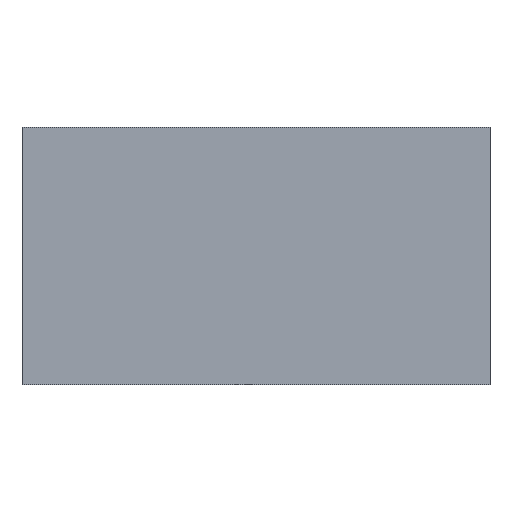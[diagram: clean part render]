
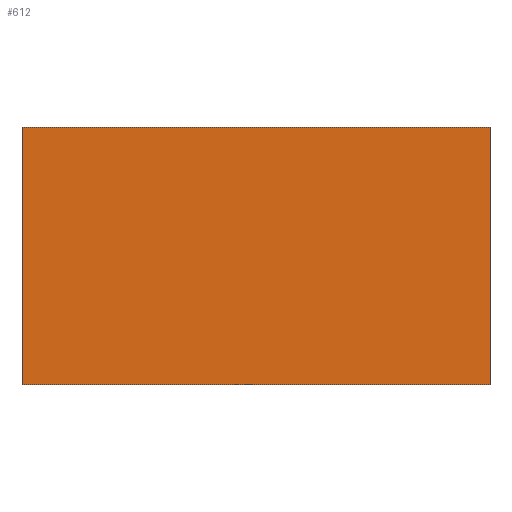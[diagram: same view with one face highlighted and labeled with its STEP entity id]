
A CAD part, front view. The second image highlights one B-rep face of the part: STEP entity #612.
In plain terms, the highlighted planar face has unit normal (0, -1, 0).
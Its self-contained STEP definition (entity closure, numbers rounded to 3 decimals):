
#1 = LINE ( 'NONE', #221, #711 ) ;
#44 = ORIENTED_EDGE ( 'NONE', *, *, #704, .T. ) ;
#79 = LINE ( 'NONE', #864, #740 ) ;
#86 = CARTESIAN_POINT ( 'NONE',  ( 0., 0., 69.85 ) ) ;
#125 = CARTESIAN_POINT ( 'NONE',  ( 254., 0., 69.85 ) ) ;
#156 = DIRECTION ( 'NONE',  ( 1., 0., 0. ) ) ;
#162 = CARTESIAN_POINT ( 'NONE',  ( 0., 0., 69.85 ) ) ;
#205 = LINE ( 'NONE', #572, #443 ) ;
#213 = CARTESIAN_POINT ( 'NONE',  ( 254., 0., -69.85 ) ) ;
#214 = DIRECTION ( 'NONE',  ( 1., 0., 0. ) ) ;
#221 = CARTESIAN_POINT ( 'NONE',  ( 254., 0., 69.85 ) ) ;
#226 = VERTEX_POINT ( 'NONE', #125 ) ;
#230 = DIRECTION ( 'NONE',  ( 0., 0., 1. ) ) ;
#235 = VERTEX_POINT ( 'NONE', #672 ) ;
#266 = LINE ( 'NONE', #542, #430 ) ;
#275 = EDGE_CURVE ( 'NONE', #645, #226, #205, .T. ) ;
#430 = VECTOR ( 'NONE', #766, 1000. ) ;
#437 = ORIENTED_EDGE ( 'NONE', *, *, #441, .F. ) ;
#441 = EDGE_CURVE ( 'NONE', #226, #902, #1, .T. ) ;
#443 = VECTOR ( 'NONE', #214, 1000. ) ;
#445 = PLANE ( 'NONE',  #477 ) ;
#457 = FACE_OUTER_BOUND ( 'NONE', #873, .T. ) ;
#477 = AXIS2_PLACEMENT_3D ( 'NONE', #86, #729, #230 ) ;
#503 = ORIENTED_EDGE ( 'NONE', *, *, #275, .F. ) ;
#542 = CARTESIAN_POINT ( 'NONE',  ( 0., 0., 69.85 ) ) ;
#572 = CARTESIAN_POINT ( 'NONE',  ( 0., 0., 69.85 ) ) ;
#612 = ADVANCED_FACE ( 'NONE', ( #457 ), #445, .F. ) ;
#622 = ORIENTED_EDGE ( 'NONE', *, *, #730, .T. ) ;
#645 = VERTEX_POINT ( 'NONE', #162 ) ;
#672 = CARTESIAN_POINT ( 'NONE',  ( 0., 0., -69.85 ) ) ;
#704 = EDGE_CURVE ( 'NONE', #645, #235, #266, .T. ) ;
#711 = VECTOR ( 'NONE', #926, 1000. ) ;
#729 = DIRECTION ( 'NONE',  ( 0., 1., 0. ) ) ;
#730 = EDGE_CURVE ( 'NONE', #235, #902, #79, .T. ) ;
#740 = VECTOR ( 'NONE', #156, 1000. ) ;
#766 = DIRECTION ( 'NONE',  ( 0., 0., -1. ) ) ;
#864 = CARTESIAN_POINT ( 'NONE',  ( 0., 0., -69.85 ) ) ;
#873 = EDGE_LOOP ( 'NONE', ( #622, #437, #503, #44 ) ) ;
#902 = VERTEX_POINT ( 'NONE', #213 ) ;
#926 = DIRECTION ( 'NONE',  ( 0., 0., -1. ) ) ;
